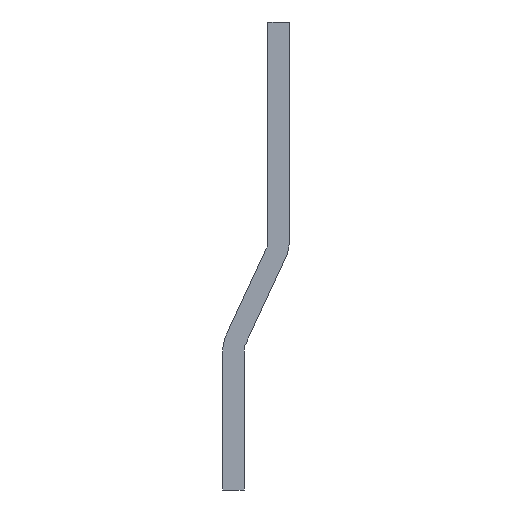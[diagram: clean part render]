
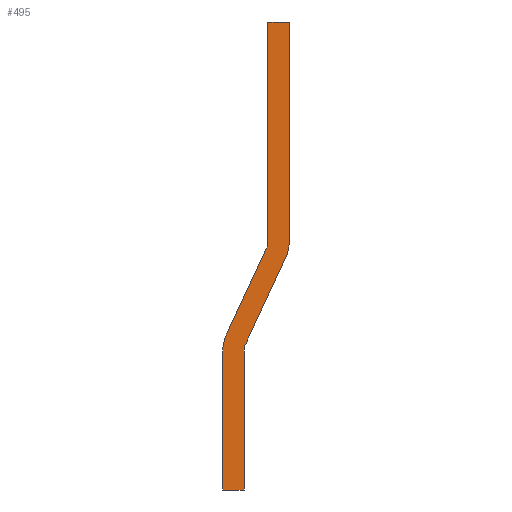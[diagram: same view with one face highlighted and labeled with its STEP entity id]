
A CAD part, left-side view. The second image highlights one B-rep face of the part: STEP entity #495.
In plain terms, the highlighted planar face has unit normal (-1, 0, 0).
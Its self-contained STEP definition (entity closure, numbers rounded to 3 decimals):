
#36=PLANE('',#572);
#57=FACE_OUTER_BOUND('',#92,.T.);
#92=EDGE_LOOP('',(#446,#447,#448,#449,#450,#451,#452,#453,#454,#455,#456,
#457));
#108=LINE('',#820,#143);
#114=LINE('',#841,#149);
#116=LINE('',#846,#151);
#118=LINE('',#849,#153);
#120=LINE('',#852,#155);
#125=LINE('',#862,#160);
#127=LINE('',#866,#162);
#128=LINE('',#867,#163);
#143=VECTOR('',#674,10.);
#149=VECTOR('',#694,10.);
#151=VECTOR('',#698,10.);
#153=VECTOR('',#702,10.);
#155=VECTOR('',#706,10.);
#160=VECTOR('',#715,10.);
#162=VECTOR('',#719,10.);
#163=VECTOR('',#720,10.);
#194=CIRCLE('',#555,1.5);
#195=CIRCLE('',#557,3.);
#198=CIRCLE('',#562,3.);
#199=CIRCLE('',#564,1.5);
#230=VERTEX_POINT('',#799);
#232=VERTEX_POINT('',#803);
#233=VERTEX_POINT('',#807);
#235=VERTEX_POINT('',#810);
#238=VERTEX_POINT('',#818);
#240=VERTEX_POINT('',#824);
#241=VERTEX_POINT('',#828);
#243=VERTEX_POINT('',#831);
#246=VERTEX_POINT('',#839);
#248=VERTEX_POINT('',#844);
#251=VERTEX_POINT('',#861);
#252=VERTEX_POINT('',#865);
#291=EDGE_CURVE('',#232,#230,#194,.T.);
#293=EDGE_CURVE('',#235,#233,#195,.T.);
#298=EDGE_CURVE('',#238,#232,#108,.T.);
#301=EDGE_CURVE('',#240,#238,#198,.T.);
#303=EDGE_CURVE('',#243,#241,#199,.T.);
#308=EDGE_CURVE('',#240,#246,#114,.T.);
#310=EDGE_CURVE('',#246,#248,#116,.T.);
#312=EDGE_CURVE('',#248,#243,#118,.T.);
#314=EDGE_CURVE('',#241,#235,#120,.T.);
#319=EDGE_CURVE('',#230,#251,#125,.T.);
#321=EDGE_CURVE('',#233,#252,#127,.T.);
#322=EDGE_CURVE('',#251,#252,#128,.T.);
#446=ORIENTED_EDGE('',*,*,#321,.T.);
#447=ORIENTED_EDGE('',*,*,#322,.F.);
#448=ORIENTED_EDGE('',*,*,#319,.F.);
#449=ORIENTED_EDGE('',*,*,#291,.F.);
#450=ORIENTED_EDGE('',*,*,#298,.F.);
#451=ORIENTED_EDGE('',*,*,#301,.F.);
#452=ORIENTED_EDGE('',*,*,#308,.T.);
#453=ORIENTED_EDGE('',*,*,#310,.T.);
#454=ORIENTED_EDGE('',*,*,#312,.T.);
#455=ORIENTED_EDGE('',*,*,#303,.T.);
#456=ORIENTED_EDGE('',*,*,#314,.T.);
#457=ORIENTED_EDGE('',*,*,#293,.T.);
#495=ADVANCED_FACE('',(#57),#36,.T.);
#555=AXIS2_PLACEMENT_3D('',#805,#660,#661);
#557=AXIS2_PLACEMENT_3D('',#811,#665,#666);
#562=AXIS2_PLACEMENT_3D('',#826,#680,#681);
#564=AXIS2_PLACEMENT_3D('',#832,#685,#686);
#572=AXIS2_PLACEMENT_3D('',#864,#717,#718);
#660=DIRECTION('center_axis',(-1.,0.,0.));
#661=DIRECTION('ref_axis',(0.,0.906,0.423));
#665=DIRECTION('center_axis',(-1.,0.,0.));
#666=DIRECTION('ref_axis',(0.,0.906,0.423));
#674=DIRECTION('',(0.,0.423,-0.906));
#680=DIRECTION('center_axis',(1.,0.,0.));
#681=DIRECTION('ref_axis',(0.,-1.,0.));
#685=DIRECTION('center_axis',(1.,0.,0.));
#686=DIRECTION('ref_axis',(0.,-1.,0.));
#694=DIRECTION('',(0.,0.,1.));
#698=DIRECTION('',(0.,1.,0.));
#702=DIRECTION('',(0.,0.,-1.));
#706=DIRECTION('',(0.,0.423,-0.906));
#715=DIRECTION('',(0.,0.,-1.));
#717=DIRECTION('center_axis',(-1.,0.,0.));
#718=DIRECTION('ref_axis',(0.,0.,1.));
#719=DIRECTION('',(0.,0.,-1.));
#720=DIRECTION('',(0.,1.,0.));
#799=CARTESIAN_POINT('',(-2500.,3.17,-7.13));
#803=CARTESIAN_POINT('',(-2500.,3.029,-6.496));
#805=CARTESIAN_POINT('Origin',(-2500.,1.67,-7.13));
#807=CARTESIAN_POINT('',(-2500.,4.67,-7.13));
#810=CARTESIAN_POINT('',(-2500.,4.389,-5.862));
#811=CARTESIAN_POINT('Origin',(-2500.,1.67,-7.13));
#818=CARTESIAN_POINT('',(-2500.,0.281,-0.603));
#820=CARTESIAN_POINT('',(-2500.,0.,0.));
#824=CARTESIAN_POINT('',(-2500.,0.,0.665));
#826=CARTESIAN_POINT('Origin',(-2500.,3.,0.665));
#828=CARTESIAN_POINT('',(-2500.,1.641,0.031));
#831=CARTESIAN_POINT('',(-2500.,1.5,0.665));
#832=CARTESIAN_POINT('Origin',(-2500.,3.,0.665));
#839=CARTESIAN_POINT('',(-2500.,0.,16.));
#841=CARTESIAN_POINT('',(-2500.,0.,0.));
#844=CARTESIAN_POINT('',(-2500.,1.5,16.));
#846=CARTESIAN_POINT('',(-2500.,0.,16.));
#849=CARTESIAN_POINT('',(-2500.,1.5,0.));
#852=CARTESIAN_POINT('',(-2500.,1.359,0.634));
#861=CARTESIAN_POINT('',(-2500.,3.17,-16.797));
#862=CARTESIAN_POINT('',(-2500.,3.17,-6.797));
#864=CARTESIAN_POINT('Origin',(-2500.,3.17,-6.797));
#865=CARTESIAN_POINT('',(-2500.,4.67,-16.797));
#866=CARTESIAN_POINT('',(-2500.,4.67,-6.797));
#867=CARTESIAN_POINT('',(-2500.,3.17,-16.797));
